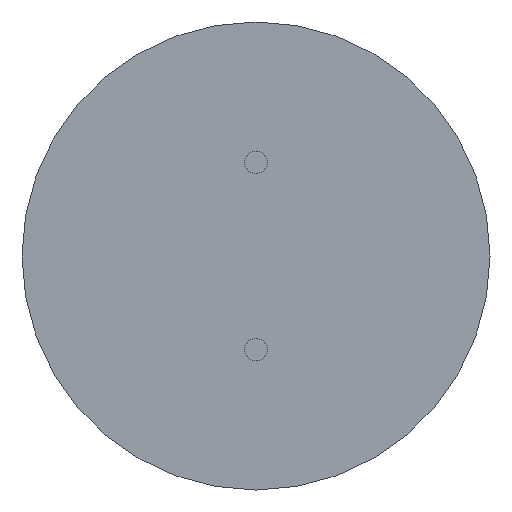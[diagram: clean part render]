
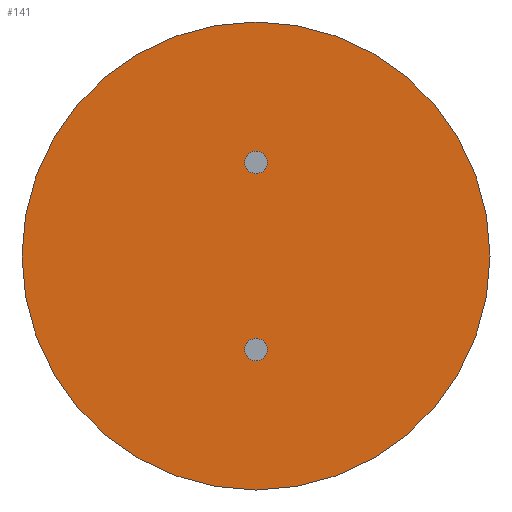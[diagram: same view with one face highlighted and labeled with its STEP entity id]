
A CAD part, front view. The second image highlights one B-rep face of the part: STEP entity #141.
In plain terms, the highlighted planar face has unit normal (0, -1, 0).
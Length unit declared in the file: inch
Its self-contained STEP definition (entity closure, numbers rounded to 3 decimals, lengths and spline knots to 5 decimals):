
#26=FACE_BOUND('',#64,.T.);
#27=FACE_BOUND('',#65,.T.);
#43=FACE_OUTER_BOUND('',#63,.T.);
#63=EDGE_LOOP('',(#118));
#64=EDGE_LOOP('',(#119));
#65=EDGE_LOOP('',(#120));
#68=CIRCLE('',#166,0.01181);
#69=CIRCLE('',#169,0.01181);
#76=CIRCLE('',#182,0.24606);
#79=VERTEX_POINT('',#240);
#80=VERTEX_POINT('',#244);
#87=VERTEX_POINT('',#264);
#90=EDGE_CURVE('',#79,#79,#68,.T.);
#91=EDGE_CURVE('',#80,#80,#69,.T.);
#98=EDGE_CURVE('',#87,#87,#76,.T.);
#118=ORIENTED_EDGE('',*,*,#98,.T.);
#119=ORIENTED_EDGE('',*,*,#90,.T.);
#120=ORIENTED_EDGE('',*,*,#91,.T.);
#124=PLANE('',#184);
#141=ADVANCED_FACE('',(#43,#26,#27),#124,.T.);
#166=AXIS2_PLACEMENT_3D('',#241,#195,#196);
#169=AXIS2_PLACEMENT_3D('',#245,#201,#202);
#182=AXIS2_PLACEMENT_3D('',#265,#227,#228);
#184=AXIS2_PLACEMENT_3D('',#267,#231,#232);
#195=DIRECTION('center_axis',(0.,1.,0.));
#196=DIRECTION('ref_axis',(-1.,0.,0.));
#201=DIRECTION('center_axis',(0.,1.,0.));
#202=DIRECTION('ref_axis',(-1.,0.,0.));
#227=DIRECTION('center_axis',(0.,-1.,0.));
#228=DIRECTION('ref_axis',(1.,0.,0.));
#231=DIRECTION('center_axis',(0.,-1.,0.));
#232=DIRECTION('ref_axis',(0.,0.,-1.));
#240=CARTESIAN_POINT('',(0.01181,-0.57757,0.09843));
#241=CARTESIAN_POINT('Origin',(0.,-0.57757,
0.09843));
#244=CARTESIAN_POINT('',(0.01181,-0.57757,-0.09843));
#245=CARTESIAN_POINT('Origin',(0.,-0.57757,
-0.09843));
#264=CARTESIAN_POINT('',(0.24606,-0.57757,0.));
#265=CARTESIAN_POINT('Origin',(0.,-0.57757,
0.));
#267=CARTESIAN_POINT('Origin',(0.,-0.57757,
0.));
